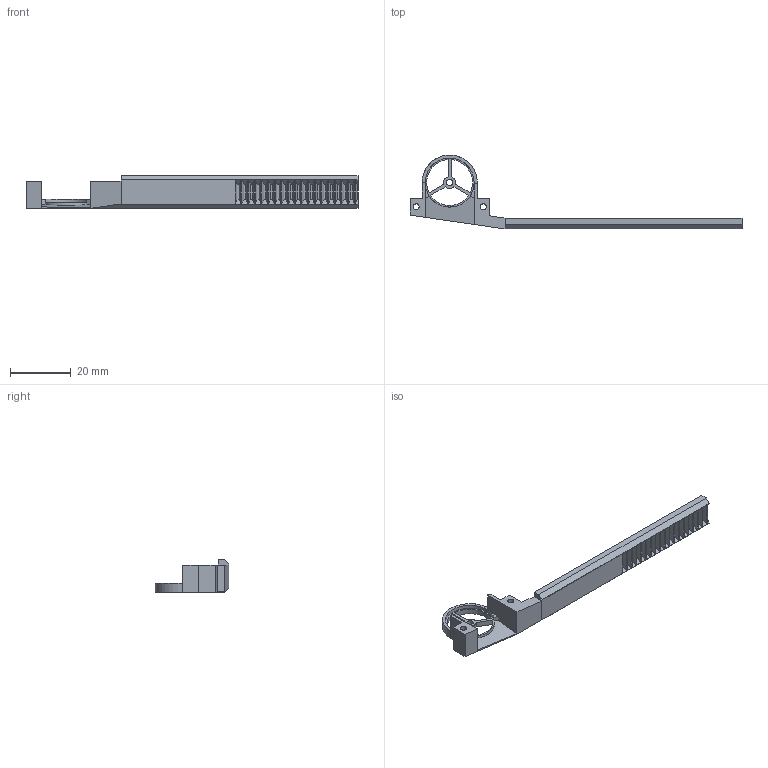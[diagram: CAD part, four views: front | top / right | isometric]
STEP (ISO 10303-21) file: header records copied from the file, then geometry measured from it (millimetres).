
FILE_DESCRIPTION(/* description */ (''),/* implementation_level */ '2;1');
FILE_NAME(/* name */ 'Arm16mmPin.step',/* time_stamp */ '2022-02-17T15:15:58+01:00',/* author */ (''),/* organization */ (''),/* preprocessor_version */ 'ST-DEVELOPER v18.1',/* originating_system */ 'Autodesk Translation Framework v10.13.0.1454',/* authorisation */ '');
FILE_SCHEMA (('AUTOMOTIVE_DESIGN { 1 0 10303 214 3 1 1 }'));
Length unit declared in the file: millimetre
Products named in the file (1): (Unsaved)
Bounding box: 109.69 x 24.44 x 10.88 mm (x, y, z)
Volume: 3757.5 mm3; surface area: 4101 mm2
Topology: 1 solids, 1 shells, 170 faces, 419 edges, 252 vertices
Faces by surface type: plane 157, cylinder 13
Full cylindrical faces by diameter (mm): 2 x2, 2.1 x1, 16.2 x1
Entity records: 4895 total; most frequent: CARTESIAN_POINT 842, ORIENTED_EDGE 838, DIRECTION 792, EDGE_CURVE 419, LINE 388, VECTOR 388, VERTEX_POINT 252, AXIS2_PLACEMENT_3D 202
